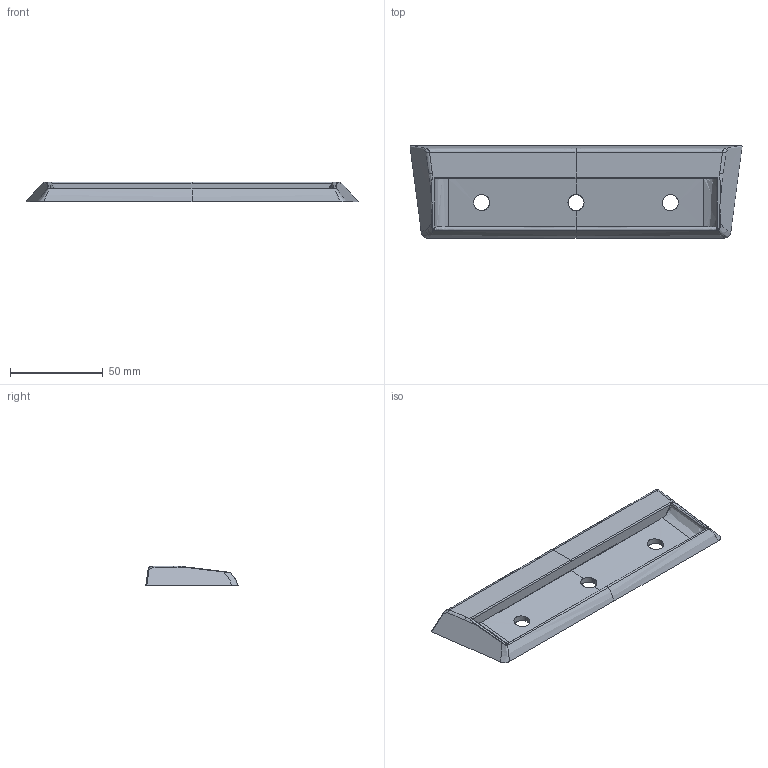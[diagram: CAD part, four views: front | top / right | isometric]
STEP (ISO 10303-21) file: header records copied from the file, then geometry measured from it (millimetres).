
FILE_DESCRIPTION (( 'STEP AP214' ), '1' );
FILE_NAME ('3_4InchBlockout.STEP', '2017-09-25T21:04:32', ( 'Temp' ), ( '' ), 'SwSTEP 2.0', 'SolidWorks 2010', '' );
FILE_SCHEMA (( 'AUTOMOTIVE_DESIGN' ));
Length unit declared in the file: inch
Products named in the file (1): 3_4InchBlockout
Bounding box: 178.6 x 49.69 x 10.68 mm (x, y, z)
Surface area: 24847.5 mm2 (no closed solid volume)
Topology: 0 solids, 1 shells, 83 faces, 289 edges, 200 vertices
Faces by surface type: bspline 51, plane 32
Entity records: 15536 total; most frequent: CARTESIAN_POINT 12580, ORIENTED_EDGE 541, EDGE_CURVE 283, B_SPLINE_CURVE_WITH_KNOTS 235, VERTEX_POINT 200, DIRECTION 113, EDGE_LOOP 92, LENGTH_MEASURE_WITH_UNIT 85
